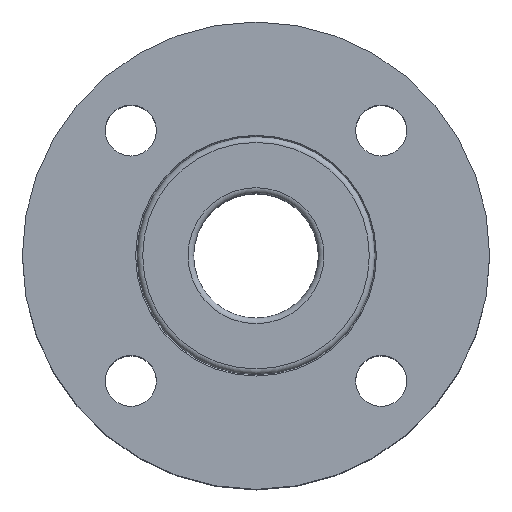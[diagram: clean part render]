
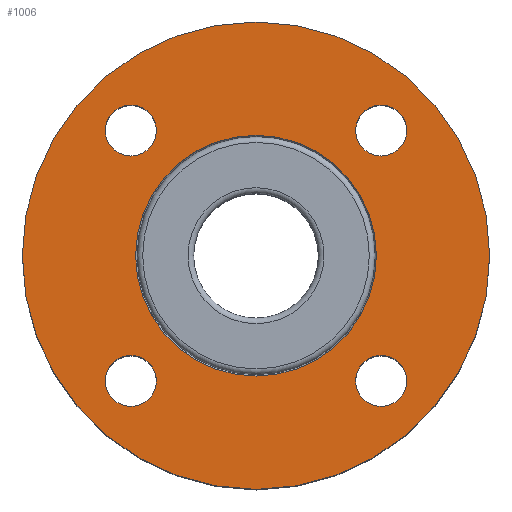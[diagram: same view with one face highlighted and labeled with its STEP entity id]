
A CAD part, top view. The second image highlights one B-rep face of the part: STEP entity #1006.
In plain terms, the highlighted face is planar.
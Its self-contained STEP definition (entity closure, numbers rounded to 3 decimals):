
#43=FACE_BOUND('',#243,.T.);
#44=FACE_BOUND('',#244,.T.);
#45=FACE_BOUND('',#245,.T.);
#46=FACE_BOUND('',#246,.T.);
#47=FACE_BOUND('',#247,.T.);
#60=PLANE('',#1212);
#177=FACE_OUTER_BOUND('',#242,.T.);
#242=EDGE_LOOP('',(#862));
#243=EDGE_LOOP('',(#863));
#244=EDGE_LOOP('',(#864));
#245=EDGE_LOOP('',(#865));
#246=EDGE_LOOP('',(#866));
#247=EDGE_LOOP('',(#867));
#356=CIRCLE('',#1199,9.);
#358=CIRCLE('',#1202,9.);
#360=CIRCLE('',#1205,9.);
#362=CIRCLE('',#1208,9.);
#363=CIRCLE('',#1210,82.5);
#365=CIRCLE('',#1213,42.5);
#461=VERTEX_POINT('',#1878);
#463=VERTEX_POINT('',#1884);
#465=VERTEX_POINT('',#1890);
#467=VERTEX_POINT('',#1896);
#468=VERTEX_POINT('',#1900);
#470=VERTEX_POINT('',#1906);
#594=EDGE_CURVE('',#461,#461,#356,.T.);
#597=EDGE_CURVE('',#463,#463,#358,.T.);
#600=EDGE_CURVE('',#465,#465,#360,.T.);
#603=EDGE_CURVE('',#467,#467,#362,.T.);
#604=EDGE_CURVE('',#468,#468,#363,.T.);
#607=EDGE_CURVE('',#470,#470,#365,.T.);
#862=ORIENTED_EDGE('',*,*,#604,.T.);
#863=ORIENTED_EDGE('',*,*,#594,.T.);
#864=ORIENTED_EDGE('',*,*,#597,.T.);
#865=ORIENTED_EDGE('',*,*,#600,.T.);
#866=ORIENTED_EDGE('',*,*,#603,.T.);
#867=ORIENTED_EDGE('',*,*,#607,.F.);
#1006=ADVANCED_FACE('',(#177,#43,#44,#45,#46,#47),#60,.T.);
#1199=AXIS2_PLACEMENT_3D('',#1880,#1538,#1539);
#1202=AXIS2_PLACEMENT_3D('',#1886,#1545,#1546);
#1205=AXIS2_PLACEMENT_3D('',#1892,#1552,#1553);
#1208=AXIS2_PLACEMENT_3D('',#1898,#1559,#1560);
#1210=AXIS2_PLACEMENT_3D('',#1901,#1563,#1564);
#1212=AXIS2_PLACEMENT_3D('',#1905,#1568,#1569);
#1213=AXIS2_PLACEMENT_3D('',#1907,#1570,#1571);
#1538=DIRECTION('center_axis',(0.,1.,0.));
#1539=DIRECTION('ref_axis',(0.,0.,1.));
#1545=DIRECTION('center_axis',(0.,1.,0.));
#1546=DIRECTION('ref_axis',(1.,0.,0.));
#1552=DIRECTION('center_axis',(0.,1.,0.));
#1553=DIRECTION('ref_axis',(0.,0.,-1.));
#1559=DIRECTION('center_axis',(0.,1.,0.));
#1560=DIRECTION('ref_axis',(-1.,0.,0.));
#1563=DIRECTION('center_axis',(0.,-1.,0.));
#1564=DIRECTION('ref_axis',(1.,0.,0.));
#1568=DIRECTION('center_axis',(0.,-1.,0.));
#1569=DIRECTION('ref_axis',(0.,0.,-1.));
#1570=DIRECTION('center_axis',(0.,-1.,0.));
#1571=DIRECTION('ref_axis',(1.,0.,0.));
#1878=CARTESIAN_POINT('',(-44.194,0.,35.194));
#1880=CARTESIAN_POINT('Origin',(-44.194,0.,
44.194));
#1884=CARTESIAN_POINT('',(35.194,0.,44.194));
#1886=CARTESIAN_POINT('Origin',(44.194,0.,44.194));
#1890=CARTESIAN_POINT('',(44.194,0.,-35.194));
#1892=CARTESIAN_POINT('Origin',(44.194,0.,-44.194));
#1896=CARTESIAN_POINT('',(-35.194,0.,-44.194));
#1898=CARTESIAN_POINT('Origin',(-44.194,0.,
-44.194));
#1900=CARTESIAN_POINT('',(-82.5,0.,0.));
#1901=CARTESIAN_POINT('Origin',(0.,0.,0.));
#1905=CARTESIAN_POINT('Origin',(42.5,0.,0.));
#1906=CARTESIAN_POINT('',(-42.5,0.,0.));
#1907=CARTESIAN_POINT('Origin',(0.,0.,0.));
